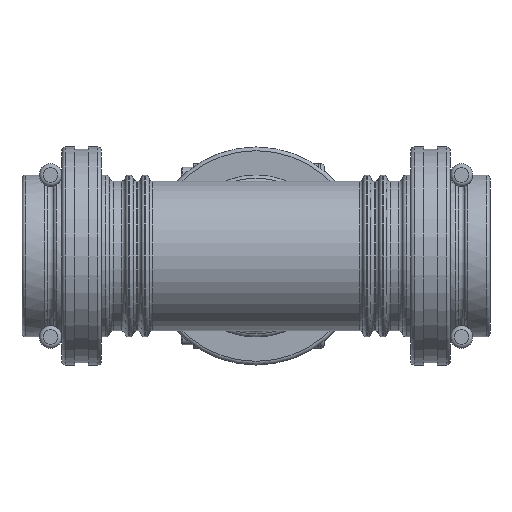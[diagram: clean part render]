
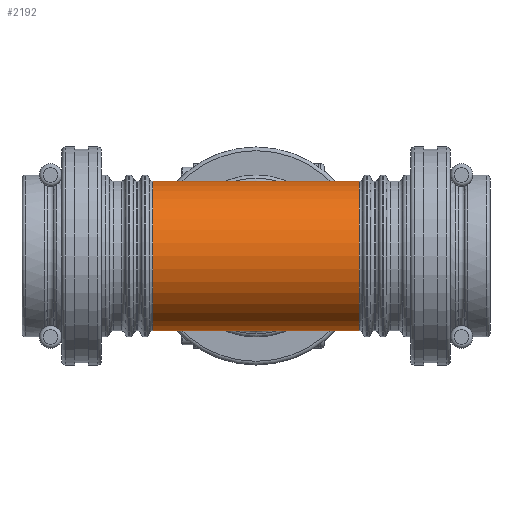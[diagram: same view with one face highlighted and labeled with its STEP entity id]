
A CAD part, front view. The second image highlights one B-rep face of the part: STEP entity #2192.
In plain terms, the highlighted cylindrical face has radius 96 mm (diameter 192 mm), a full revolution.
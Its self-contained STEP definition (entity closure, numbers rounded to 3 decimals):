
#15=ELLIPSE('',#2375,135.765,96.);
#16=ELLIPSE('',#2376,135.765,96.);
#119=FACE_BOUND('',#589,.T.);
#120=FACE_BOUND('',#590,.T.);
#352=FACE_OUTER_BOUND('',#588,.T.);
#588=EDGE_LOOP('',(#1713));
#589=EDGE_LOOP('',(#1714));
#590=EDGE_LOOP('',(#1715,#1716));
#949=CIRCLE('',#2447,96.);
#950=CIRCLE('',#2448,96.);
#1111=VERTEX_POINT('',#3846);
#1112=VERTEX_POINT('',#3847);
#1144=VERTEX_POINT('',#3951);
#1145=VERTEX_POINT('',#3953);
#1333=EDGE_CURVE('',#1111,#1112,#15,.T.);
#1334=EDGE_CURVE('',#1112,#1111,#16,.T.);
#1369=EDGE_CURVE('',#1144,#1144,#949,.T.);
#1370=EDGE_CURVE('',#1145,#1145,#950,.T.);
#1713=ORIENTED_EDGE('',*,*,#1369,.F.);
#1714=ORIENTED_EDGE('',*,*,#1370,.F.);
#1715=ORIENTED_EDGE('',*,*,#1334,.T.);
#1716=ORIENTED_EDGE('',*,*,#1333,.T.);
#2087=CYLINDRICAL_SURFACE('',#2446,96.);
#2192=ADVANCED_FACE('',(#352,#119,#120),#2087,.T.);
#2375=AXIS2_PLACEMENT_3D('',#3848,#2812,#2813);
#2376=AXIS2_PLACEMENT_3D('',#3849,#2814,#2815);
#2446=AXIS2_PLACEMENT_3D('',#3950,#2954,#2955);
#2447=AXIS2_PLACEMENT_3D('',#3952,#2956,#2957);
#2448=AXIS2_PLACEMENT_3D('',#3954,#2958,#2959);
#2812=DIRECTION('center_axis',(-0.707,-0.707,0.));
#2813=DIRECTION('ref_axis',(-0.707,0.707,0.));
#2814=DIRECTION('center_axis',(0.707,-0.707,0.));
#2815=DIRECTION('ref_axis',(-0.707,-0.707,0.));
#2954=DIRECTION('center_axis',(1.,0.,0.));
#2955=DIRECTION('ref_axis',(0.,1.,0.));
#2956=DIRECTION('center_axis',(-1.,0.,0.));
#2957=DIRECTION('ref_axis',(0.,1.,0.));
#2958=DIRECTION('center_axis',(1.,0.,0.));
#2959=DIRECTION('ref_axis',(0.,1.,0.));
#3846=CARTESIAN_POINT('',(0.,0.,96.));
#3847=CARTESIAN_POINT('',(0.,0.,-96.));
#3848=CARTESIAN_POINT('Origin',(0.,0.,0.));
#3849=CARTESIAN_POINT('Origin',(0.,0.,0.));
#3950=CARTESIAN_POINT('Origin',(68.65,0.,0.));
#3951=CARTESIAN_POINT('',(-132.634,-96.,0.));
#3952=CARTESIAN_POINT('Origin',(-132.634,0.,0.));
#3953=CARTESIAN_POINT('',(132.634,-96.,0.));
#3954=CARTESIAN_POINT('Origin',(132.634,0.,0.));
